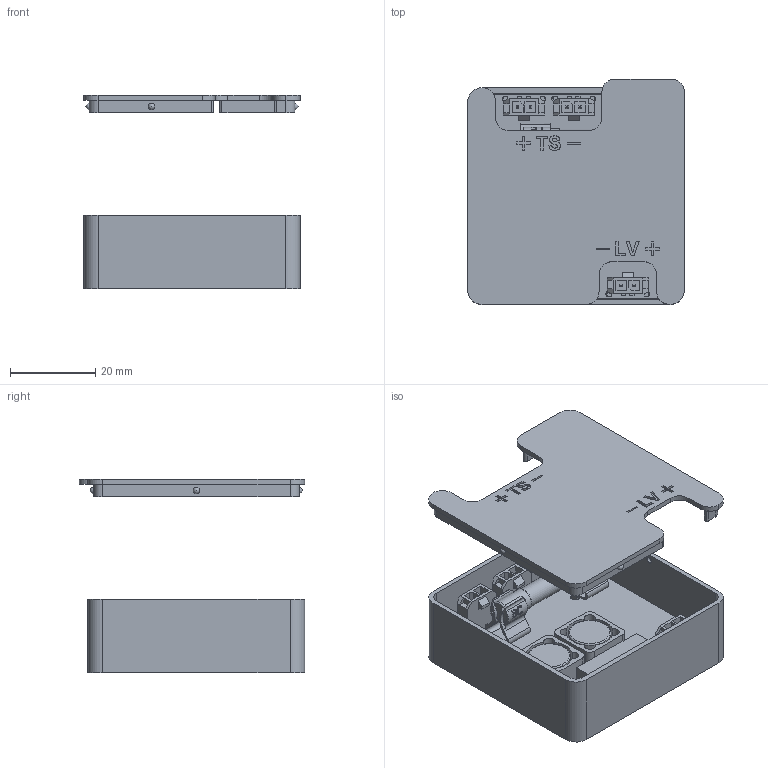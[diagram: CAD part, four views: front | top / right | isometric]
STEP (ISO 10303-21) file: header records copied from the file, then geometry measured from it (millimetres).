
FILE_DESCRIPTION(/* description */ (''),/* implementation_level */ '2;1');
FILE_NAME(/* name */ 'HVIL Case v19.step',/* time_stamp */ '2024-10-05T16:38:31+02:00',/* author */ (''),/* organization */ (''),/* preprocessor_version */ 'ST-DEVELOPER v20',/* originating_system */ 'Autodesk Translation Framework v13.14.0.145',/* authorisation */ '');
FILE_SCHEMA (('AUTOMOTIVE_DESIGN { 1 0 10303 214 3 1 1 }'));
Length unit declared in the file: millimetre
Products named in the file (17): HVIL Case; HVIL v1.0; Molex_Micro-Fit_3.0_43650-0215_1x02_P3.00mm_Vertical; Molex_Micro-Fit_3.0_43650-0215_1x02_P3.00mm_Vertical_1; Fuseholder_6.35mm_Littlefuse; Fuseholder_6.35mm_Littlefuse_1; 01220088z(k); Cartridge_Fuse_5x20; 0477.500MXP; L_Bourns_SRR1260; Molex_Micro-Fit_3.0_43650-0215_1x02_P3.00mm_Vertical_2; 436500215; L_Bourns_SRR1260_1; SRR1260; PEME1-S12-S5-S; PEME1-S Series; HVIL PCB
Assembly tree (20 placements, depth 4):
  HVIL Case
    HVIL v1.0
      Molex_Micro-Fit_3.0_43650-0215_1x02_P3.00mm_Vertical
        436500215
      Molex_Micro-Fit_3.0_43650-0215_1x02_P3.00mm_Vertical_1
        436500215
      Fuseholder_6.35mm_Littlefuse
        01220088z(k)
      Fuseholder_6.35mm_Littlefuse_1
        01220088z(k)
      Cartridge_Fuse_5x20
        0477.500MXP
      L_Bourns_SRR1260
        SRR1260
      Molex_Micro-Fit_3.0_43650-0215_1x02_P3.00mm_Vertical_2
        436500215
      L_Bourns_SRR1260_1
        SRR1260
      PEME1-S12-S5-S
        PEME1-S Series
      HVIL PCB
Bounding box: 50.8 x 52.8 x 45.45 mm (x, y, z)
Volume: 18128 mm3; surface area: 27966.2 mm2
Topology: 15 solids, 15 shells, 1678 faces, 4496 edges, 2944 vertices
Faces by surface type: plane 1345, cylinder 205, bspline 98, torus 26, sphere 4
Full cylindrical faces by diameter (mm): 0.9 x1, 1 x4, 1.02 x6, 1.27 x6, 1.5 x4, 2 x4, 3.2 x8, 4.876 x1, 5.2 x2, 10 x2
Entity records: 36186 total; most frequent: CARTESIAN_POINT 7813, ORIENTED_EDGE 5946, DIRECTION 5390, EDGE_CURVE 2973, LINE 2458, VECTOR 2458, VERTEX_POINT 1961, AXIS2_PLACEMENT_3D 1466
